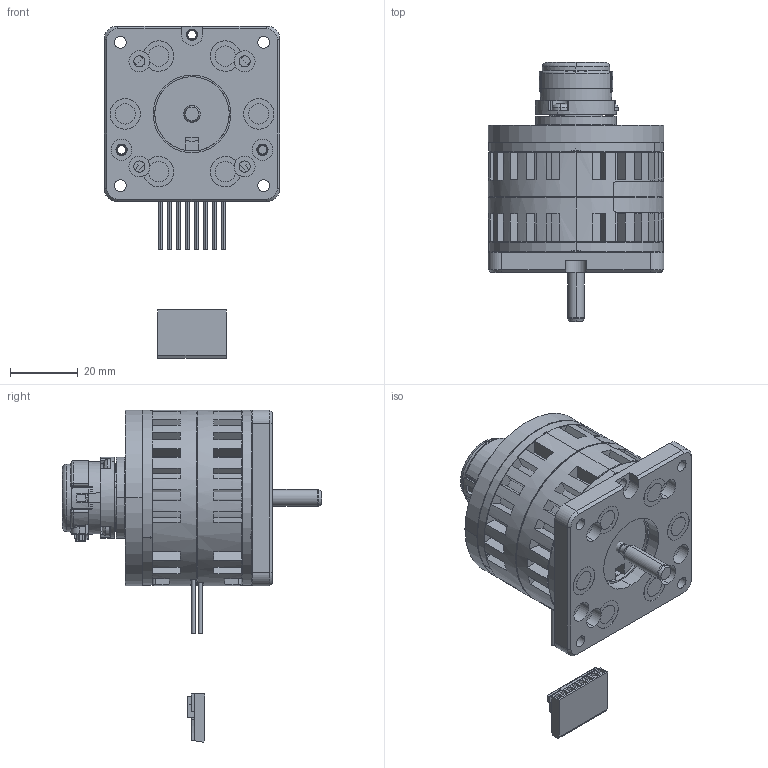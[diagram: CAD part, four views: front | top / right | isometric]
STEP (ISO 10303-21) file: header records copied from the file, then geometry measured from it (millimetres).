
FILE_DESCRIPTION((''),'2;1');
FILE_NAME('2014500033_ASM','2015-10-27T',('sandip.dhanwate'),(''),'PRO/ENGINEER BY PARAMETRIC TECHNOLOGY CORPORATION, 2014310','PRO/ENGINEER BY PARAMETRIC TECHNOLOGY CORPORATION, 2014310','');
FILE_SCHEMA(('CONFIG_CONTROL_DESIGN'));
Length unit declared in the file: millimetre
Products named in the file (21): 077-7605-002; 2-800-50-0019; 097-7600-001; 174-7600-001; 190-7606-001; 596-7608-001_ASM; 2-800-50-0241; 077-7600-001; 240-7600-005; LEADWIRES_; LABEL_; 045-7600-001; 112-7600-001; E4T-X-118-S-D-M-X_1_1; E4T-X-118-S-D-M-X_2_1; E4T-X-118-S-D-M-X_4_1; E4T-X-118-S-D-M-X_5_1; E4T-X-118-S-D-M-X_6_1; E4T-X-118-S-D-M-X_7_1; E4T-X-118-S-D-M-X_ASM; 2014500033_ASM
Assembly tree (23 placements, depth 3):
  2014500033_ASM
    077-7605-002
    2-800-50-0019  x2
    097-7600-001
    174-7600-001
    596-7608-001_ASM
      190-7606-001
    2-800-50-0241
    077-7600-001
    240-7600-005  x3
    LEADWIRES_
    LABEL_
    045-7600-001
    112-7600-001
    E4T-X-118-S-D-M-X_ASM
      E4T-X-118-S-D-M-X_1_1
      E4T-X-118-S-D-M-X_2_1
      E4T-X-118-S-D-M-X_4_1
      E4T-X-118-S-D-M-X_5_1
      E4T-X-118-S-D-M-X_6_1
      E4T-X-118-S-D-M-X_7_1
Bounding box: 52 x 76.62 x 98.2 mm (x, y, z)
Volume: 96356.5 mm3; surface area: 55015.6 mm2
Topology: 28 solids, 36 shells, 2882 faces, 7684 edges, 4917 vertices
Faces by surface type: plane 1620, cylinder 729, cone 288, torus 183, bspline 62
Entity records: 96413 total; most frequent: CARTESIAN_POINT 30067, ORIENTED_EDGE 14004, DIRECTION 13401, EDGE_CURVE 7018, VECTOR 4881, LINE 4881, VERTEX_POINT 4573, AXIS2_PLACEMENT_3D 4260
